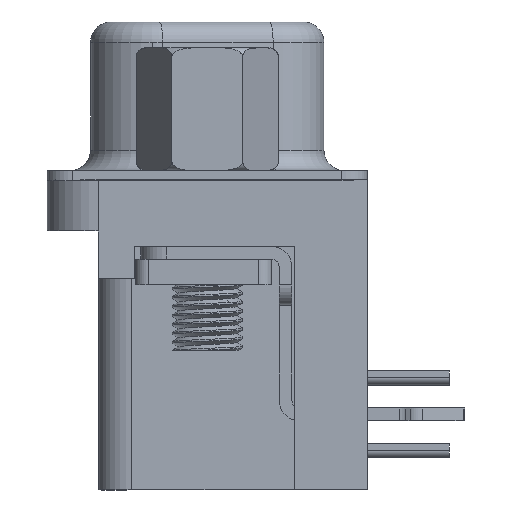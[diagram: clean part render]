
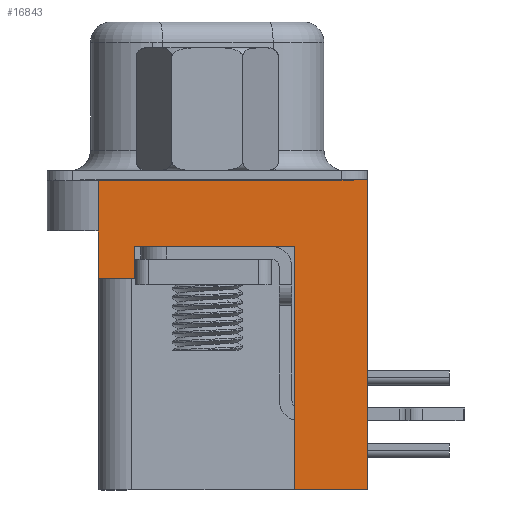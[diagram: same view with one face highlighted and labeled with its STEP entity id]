
A CAD part, left-side view. The second image highlights one B-rep face of the part: STEP entity #16843.
In plain terms, the highlighted planar face has unit normal (-1, 0, 0).
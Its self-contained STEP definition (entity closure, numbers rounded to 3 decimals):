
#6376=CARTESIAN_POINT('',(-6.65,0.,0.));
#6377=VERTEX_POINT('',#6376);
#6475=CARTESIAN_POINT('',(-6.65,10.5,0.));
#6476=VERTEX_POINT('',#6475);
#6484=CARTESIAN_POINT('',(-6.65,10.5,0.));
#6485=DIRECTION('',(0.,-1.,0.));
#6486=VECTOR('',#6485,10.5);
#6487=LINE('',#6484,#6486);
#6488=EDGE_CURVE('',#6476,#6377,#6487,.T.);
#6848=CARTESIAN_POINT('',(-6.65,0.,-12.1));
#6849=VERTEX_POINT('',#6848);
#6856=CARTESIAN_POINT('',(-6.65,0.,0.));
#6857=DIRECTION('',(0.,0.,-1.));
#6858=VECTOR('',#6857,12.1);
#6859=LINE('',#6856,#6858);
#6860=EDGE_CURVE('',#6377,#6849,#6859,.T.);
#7168=CARTESIAN_POINT('',(-6.65,2.85,-12.1));
#7169=VERTEX_POINT('',#7168);
#7176=CARTESIAN_POINT('',(-6.65,0.,-12.1));
#7177=DIRECTION('',(0.,1.,0.));
#7178=VECTOR('',#7177,2.85);
#7179=LINE('',#7176,#7178);
#7180=EDGE_CURVE('',#6849,#7169,#7179,.T.);
#16639=CARTESIAN_POINT('',(-6.65,10.5,-2.));
#16640=VERTEX_POINT('',#16639);
#16647=CARTESIAN_POINT('',(-6.65,10.5,-3.85));
#16648=VERTEX_POINT('',#16647);
#16649=CARTESIAN_POINT('',(-6.65,10.5,-3.85));
#16650=DIRECTION('',(0.,0.,1.));
#16651=VECTOR('',#16650,1.85);
#16652=LINE('',#16649,#16651);
#16653=EDGE_CURVE('',#16648,#16640,#16652,.T.);
#16702=CARTESIAN_POINT('',(-6.65,9.1,-3.85));
#16703=VERTEX_POINT('',#16702);
#16710=CARTESIAN_POINT('',(-6.65,9.1,-3.85));
#16711=DIRECTION('',(0.,1.,0.));
#16712=VECTOR('',#16711,1.4);
#16713=LINE('',#16710,#16712);
#16714=EDGE_CURVE('',#16703,#16648,#16713,.T.);
#16792=CARTESIAN_POINT('',(-6.65,9.1,-2.6));
#16793=VERTEX_POINT('',#16792);
#16800=CARTESIAN_POINT('',(-6.65,9.1,-2.6));
#16801=DIRECTION('',(0.,0.,-1.));
#16802=VECTOR('',#16801,1.25);
#16803=LINE('',#16800,#16802);
#16804=EDGE_CURVE('',#16793,#16703,#16803,.T.);
#16810=CARTESIAN_POINT('',(-6.65,5.25,-6.05));
#16811=DIRECTION('',(0.,1.,0.));
#16812=DIRECTION('',(1.,0.,-0.));
#16813=AXIS2_PLACEMENT_3D('',#16810,#16812,#16811);
#16814=PLANE('',#16813);
#16815=ORIENTED_EDGE('',*,*,#16804,.T.);
#16816=ORIENTED_EDGE('',*,*,#16714,.T.);
#16817=ORIENTED_EDGE('',*,*,#16653,.T.);
#16818=CARTESIAN_POINT('',(-6.65,10.5,0.));
#16819=DIRECTION('',(0.,0.,-1.));
#16820=VECTOR('',#16819,2.);
#16821=LINE('',#16818,#16820);
#16822=EDGE_CURVE('',#6476,#16640,#16821,.T.);
#16823=ORIENTED_EDGE('',*,*,#16822,.F.);
#16824=ORIENTED_EDGE('',*,*,#6488,.T.);
#16825=ORIENTED_EDGE('',*,*,#6860,.T.);
#16826=ORIENTED_EDGE('',*,*,#7180,.T.);
#16827=CARTESIAN_POINT('',(-6.65,2.85,-2.6));
#16828=VERTEX_POINT('',#16827);
#16829=CARTESIAN_POINT('',(-6.65,2.85,-12.1));
#16830=DIRECTION('',(0.,0.,1.));
#16831=VECTOR('',#16830,9.5);
#16832=LINE('',#16829,#16831);
#16833=EDGE_CURVE('',#7169,#16828,#16832,.T.);
#16834=ORIENTED_EDGE('',*,*,#16833,.T.);
#16835=CARTESIAN_POINT('',(-6.65,2.85,-2.6));
#16836=DIRECTION('',(0.,1.,0.));
#16837=VECTOR('',#16836,6.25);
#16838=LINE('',#16835,#16837);
#16839=EDGE_CURVE('',#16828,#16793,#16838,.T.);
#16840=ORIENTED_EDGE('',*,*,#16839,.T.);
#16841=EDGE_LOOP('',(#16815,#16816,#16817,#16823,#16824,#16825,#16826,#16834,#16840));
#16842=FACE_OUTER_BOUND('',#16841,.F.);
#16843=ADVANCED_FACE('',(#16842),#16814,.F.);
